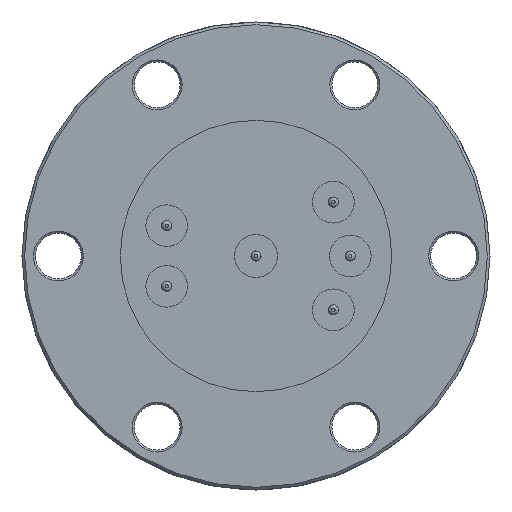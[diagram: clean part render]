
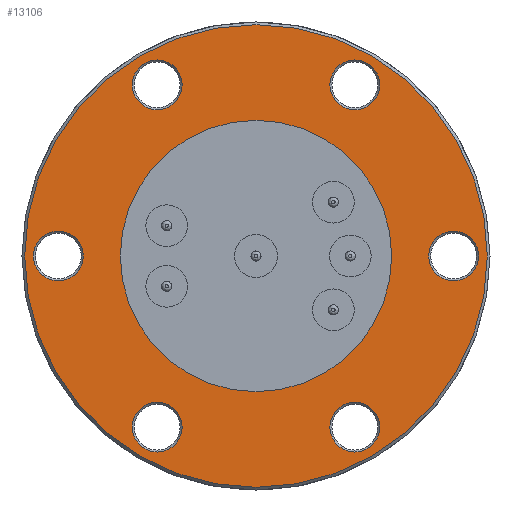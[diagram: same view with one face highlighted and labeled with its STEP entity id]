
A CAD part, left-side view. The second image highlights one B-rep face of the part: STEP entity #13106.
In plain terms, the highlighted planar face has unit normal (-1, 0, 0).
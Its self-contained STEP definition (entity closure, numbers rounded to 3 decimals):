
#776=FACE_BOUND('',#2808,.T.);
#777=FACE_BOUND('',#2809,.T.);
#778=FACE_BOUND('',#2810,.T.);
#779=FACE_BOUND('',#2811,.T.);
#780=FACE_BOUND('',#2812,.T.);
#781=FACE_BOUND('',#2813,.T.);
#782=FACE_BOUND('',#2814,.T.);
#1261=PLANE('',#14381);
#1902=FACE_OUTER_BOUND('',#2807,.T.);
#2807=EDGE_LOOP('',(#12214));
#2808=EDGE_LOOP('',(#12215));
#2809=EDGE_LOOP('',(#12216));
#2810=EDGE_LOOP('',(#12217));
#2811=EDGE_LOOP('',(#12218));
#2812=EDGE_LOOP('',(#12219));
#2813=EDGE_LOOP('',(#12220));
#2814=EDGE_LOOP('',(#12221,#12222));
#3435=CIRCLE('',#14380,34.35);
#3436=CIRCLE('',#14382,3.7);
#3437=CIRCLE('',#14383,3.7);
#3438=CIRCLE('',#14384,3.7);
#3439=CIRCLE('',#14385,3.7);
#3440=CIRCLE('',#14386,3.7);
#3441=CIRCLE('',#14387,3.7);
#3442=CIRCLE('',#14388,20.15);
#3443=CIRCLE('',#14389,20.15);
#6448=VERTEX_POINT('',#24680);
#6449=VERTEX_POINT('',#24684);
#6450=VERTEX_POINT('',#24686);
#6451=VERTEX_POINT('',#24688);
#6452=VERTEX_POINT('',#24690);
#6453=VERTEX_POINT('',#24692);
#6454=VERTEX_POINT('',#24694);
#6455=VERTEX_POINT('',#24696);
#6456=VERTEX_POINT('',#24697);
#8378=EDGE_CURVE('',#6448,#6448,#3435,.T.);
#8379=EDGE_CURVE('',#6449,#6449,#3436,.T.);
#8380=EDGE_CURVE('',#6450,#6450,#3437,.T.);
#8381=EDGE_CURVE('',#6451,#6451,#3438,.T.);
#8382=EDGE_CURVE('',#6452,#6452,#3439,.T.);
#8383=EDGE_CURVE('',#6453,#6453,#3440,.T.);
#8384=EDGE_CURVE('',#6454,#6454,#3441,.T.);
#8385=EDGE_CURVE('',#6455,#6456,#3442,.T.);
#8386=EDGE_CURVE('',#6456,#6455,#3443,.T.);
#12214=ORIENTED_EDGE('',*,*,#8378,.F.);
#12215=ORIENTED_EDGE('',*,*,#8379,.F.);
#12216=ORIENTED_EDGE('',*,*,#8380,.F.);
#12217=ORIENTED_EDGE('',*,*,#8381,.F.);
#12218=ORIENTED_EDGE('',*,*,#8382,.F.);
#12219=ORIENTED_EDGE('',*,*,#8383,.F.);
#12220=ORIENTED_EDGE('',*,*,#8384,.F.);
#12221=ORIENTED_EDGE('',*,*,#8385,.T.);
#12222=ORIENTED_EDGE('',*,*,#8386,.T.);
#13106=ADVANCED_FACE('',(#1902,#776,#777,#778,#779,#780,#781,#782),#1261,
 .T.);
#14380=AXIS2_PLACEMENT_3D('',#24682,#17740,#17741);
#14381=AXIS2_PLACEMENT_3D('',#24683,#17742,#17743);
#14382=AXIS2_PLACEMENT_3D('',#24685,#17744,#17745);
#14383=AXIS2_PLACEMENT_3D('',#24687,#17746,#17747);
#14384=AXIS2_PLACEMENT_3D('',#24689,#17748,#17749);
#14385=AXIS2_PLACEMENT_3D('',#24691,#17750,#17751);
#14386=AXIS2_PLACEMENT_3D('',#24693,#17752,#17753);
#14387=AXIS2_PLACEMENT_3D('',#24695,#17754,#17755);
#14388=AXIS2_PLACEMENT_3D('',#24698,#17756,#17757);
#14389=AXIS2_PLACEMENT_3D('',#24699,#17758,#17759);
#17740=DIRECTION('center_axis',(1.,0.,0.));
#17741=DIRECTION('ref_axis',(0.,-1.,0.));
#17742=DIRECTION('center_axis',(-1.,0.,0.));
#17743=DIRECTION('ref_axis',(0.,0.,1.));
#17744=DIRECTION('center_axis',(-1.,0.,0.));
#17745=DIRECTION('ref_axis',(0.,-0.866,-0.5));
#17746=DIRECTION('center_axis',(-1.,0.,0.));
#17747=DIRECTION('ref_axis',(0.,0.,1.));
#17748=DIRECTION('center_axis',(-1.,0.,0.));
#17749=DIRECTION('ref_axis',(0.,0.866,-0.5));
#17750=DIRECTION('center_axis',(-1.,0.,0.));
#17751=DIRECTION('ref_axis',(0.,0.,-1.));
#17752=DIRECTION('center_axis',(-1.,0.,0.));
#17753=DIRECTION('ref_axis',(0.,0.866,0.5));
#17754=DIRECTION('center_axis',(-1.,0.,0.));
#17755=DIRECTION('ref_axis',(0.,-0.866,0.5));
#17756=DIRECTION('center_axis',(1.,0.,0.));
#17757=DIRECTION('ref_axis',(0.,1.,0.));
#17758=DIRECTION('center_axis',(1.,0.,0.));
#17759=DIRECTION('ref_axis',(0.,1.,0.));
#24680=CARTESIAN_POINT('',(-13.,34.35,0.));
#24682=CARTESIAN_POINT('Origin',(-13.,0.,0.));
#24683=CARTESIAN_POINT('Origin',(-13.,17.375,0.));
#24684=CARTESIAN_POINT('',(-13.,17.879,-23.568));
#24685=CARTESIAN_POINT('Origin',(-13.,14.675,-25.418));
#24686=CARTESIAN_POINT('',(-13.,-29.35,-3.7));
#24687=CARTESIAN_POINT('Origin',(-13.,-29.35,0.));
#24688=CARTESIAN_POINT('',(-13.,11.471,27.268));
#24689=CARTESIAN_POINT('Origin',(-13.,14.675,25.418));
#24690=CARTESIAN_POINT('',(-13.,29.35,3.7));
#24691=CARTESIAN_POINT('Origin',(-13.,29.35,0.));
#24692=CARTESIAN_POINT('',(-13.,-17.879,23.568));
#24693=CARTESIAN_POINT('Origin',(-13.,-14.675,25.418));
#24694=CARTESIAN_POINT('',(-13.,-11.471,-27.268));
#24695=CARTESIAN_POINT('Origin',(-13.,-14.675,-25.418));
#24696=CARTESIAN_POINT('',(-13.,20.15,0.));
#24697=CARTESIAN_POINT('',(-13.,-20.15,0.));
#24698=CARTESIAN_POINT('Origin',(-13.,0.,0.));
#24699=CARTESIAN_POINT('Origin',(-13.,0.,0.));
